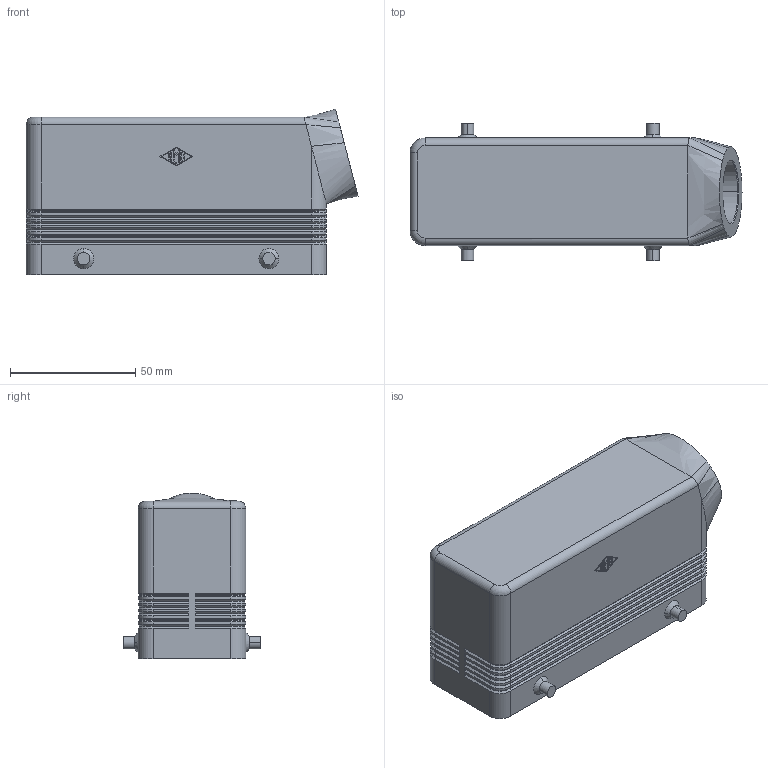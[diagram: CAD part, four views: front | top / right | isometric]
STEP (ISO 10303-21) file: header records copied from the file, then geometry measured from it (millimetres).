
FILE_DESCRIPTION(('Creo Elements/Direct Modeling STEP Export'),'2;1');
FILE_NAME('0ln7uvk49bkcequ4700','2017-02-23T 8:49:54',(''),(''),'PTC Creo Elements/Direct Modeling STEP processor for AP214 (Solid Model)','PTC Creo Elements/Direct Modeling 19.0E 27-Jun-2016 (C) Parametric Technology GmbH','');
FILE_SCHEMA(('AUTOMOTIVE_DESIGN { 1 0 10303 214 1 1 1 1 }'));
Length unit declared in the file: millimetre
Products named in the file (1): MHOE_24.25
Bounding box: 132.59 x 55 x 66.21 mm (x, y, z)
Volume: 89180.2 mm3; surface area: 50683.5 mm2
Topology: 1 solids, 1 shells, 408 faces, 968 edges, 572 vertices
Faces by surface type: plane 223, cylinder 107, cone 66, bspline 8, torus 4
Entity records: 15084 total; most frequent: CARTESIAN_POINT 2539, ORIENTED_EDGE 1920, DIRECTION 1912, EDGE_CURVE 960, VECTOR 700, LINE 700, AXIS2_PLACEMENT_3D 606, VERTEX_POINT 572
